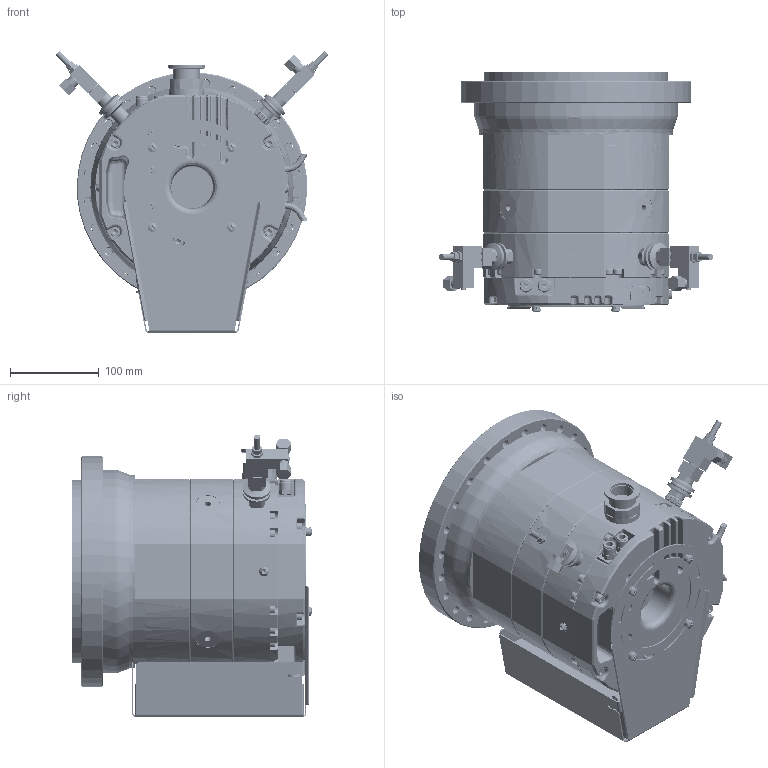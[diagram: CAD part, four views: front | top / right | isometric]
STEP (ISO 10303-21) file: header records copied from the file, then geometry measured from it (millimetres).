
FILE_DESCRIPTION(('FreeCAD Model'),'2;1');
FILE_NAME('Open CASCADE Shape Model','2025-05-01T07:37:41',('FreeCAD'),( 'FreeCAD'),'Open CASCADE STEP processor 7.6','FreeCAD','Unknown');
FILE_SCHEMA(('AUTOMOTIVE_DESIGN { 1 0 10303 214 1 1 1 1 }'));
Products named in the file (1): Open CASCADE STEP translator 7.6 1
Bounding box: 308.61 x 270.6 x 318.74 mm (x, y, z)
Volume: 19994028.5 mm3; surface area: 1305767.5 mm2
Topology: 28 solids, 34 shells, 4594 faces, 11598 edges, 7174 vertices
Faces by surface type: bspline 4594
Entity records: 169221 total; most frequent: CARTESIAN_POINT 104182, ORIENTED_EDGE 22774, EDGE_CURVE 11395, VERTEX_POINT 7174, B_SPLINE_CURVE_WITH_KNOTS 7060, FACE_BOUND 5083, EDGE_LOOP 5083, ADVANCED_FACE 4594
